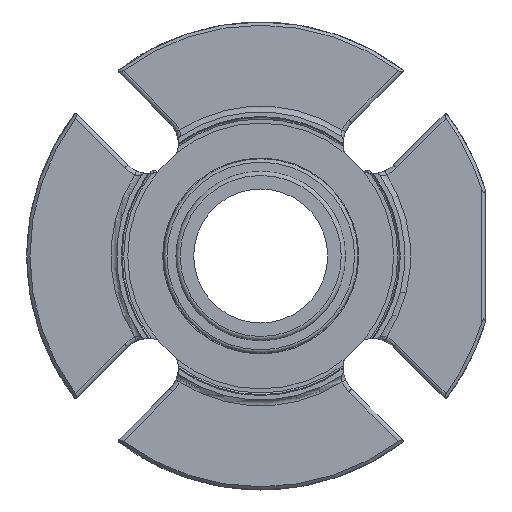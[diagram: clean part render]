
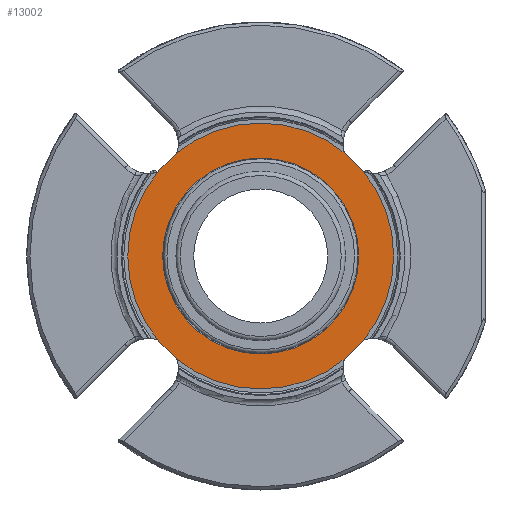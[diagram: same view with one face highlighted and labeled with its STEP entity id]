
A CAD part, left-side view. The second image highlights one B-rep face of the part: STEP entity #13002.
In plain terms, the highlighted planar face has unit normal (-1, 0, 0).
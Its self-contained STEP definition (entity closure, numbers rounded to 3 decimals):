
#1661=PLANE('',#13600);
#1899=ORIENTED_EDGE('',*,*,#4666,.T.);
#1900=ORIENTED_EDGE('',*,*,#4665,.F.);
#4665=EDGE_CURVE('',#6054,#6054,#6961,.F.);
#4666=EDGE_CURVE('',#6055,#6055,#6962,.T.);
#6054=VERTEX_POINT('',#17058);
#6055=VERTEX_POINT('',#17061);
#6961=CIRCLE('',#13599,23.216);
#6962=CIRCLE('',#13601,31.5);
#7439=EDGE_LOOP('',(#1899));
#7440=EDGE_LOOP('',(#1900));
#8117=FACE_BOUND('',#7439,.T.);
#8118=FACE_BOUND('',#7440,.T.);
#13002=ADVANCED_FACE('',(#8117,#8118),#1661,.F.);
#13599=AXIS2_PLACEMENT_3D('',#17057,#14603,#14604);
#13600=AXIS2_PLACEMENT_3D('',#17059,#14605,#14606);
#13601=AXIS2_PLACEMENT_3D('',#17060,#14607,#14608);
#14603=DIRECTION('',(1.,0.,0.));
#14604=DIRECTION('',(0.,1.,0.));
#14605=DIRECTION('',(1.,0.,0.));
#14606=DIRECTION('',(0.,0.,1.));
#14607=DIRECTION('',(-1.,0.,0.));
#14608=DIRECTION('',(0.,0.,-1.));
#17057=CARTESIAN_POINT('',(-0.508,0.,0.));
#17058=CARTESIAN_POINT('',(-0.508,23.216,0.));
#17059=CARTESIAN_POINT('',(-0.508,0.,-31.5));
#17060=CARTESIAN_POINT('',(-0.508,0.,0.));
#17061=CARTESIAN_POINT('',(-0.508,0.,-31.5));
